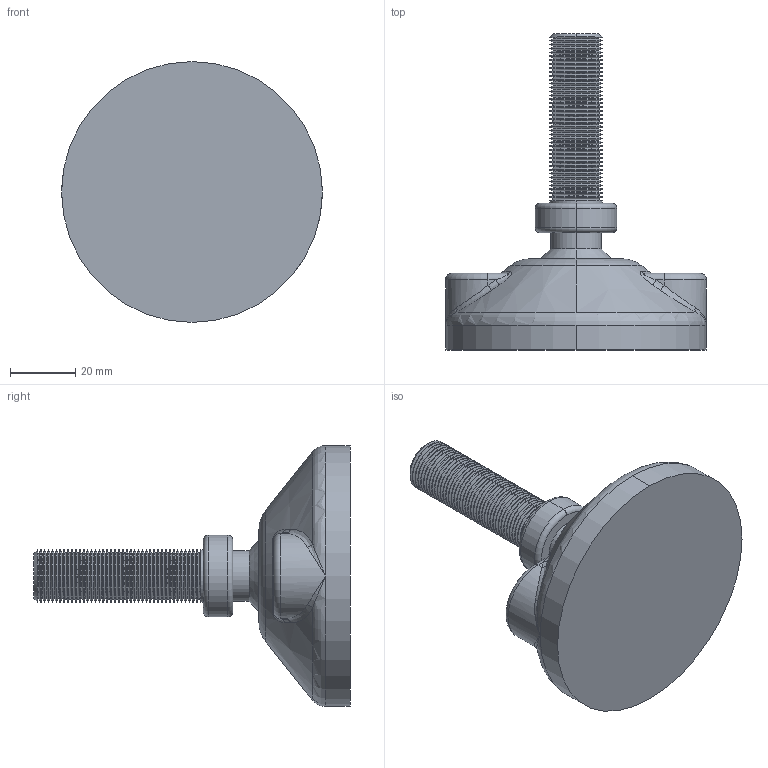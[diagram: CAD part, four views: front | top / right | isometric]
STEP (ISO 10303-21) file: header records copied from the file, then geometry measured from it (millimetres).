
FILE_DESCRIPTION (( 'STEP AP203' ), '1' );
FILE_NAME ('084.402.004.STEP', '2013-01-28T08:59:51', ( 'Alusic' ), ( 'Alusic' ), 'SwSTEP 2.0', 'SolidWorks 2011', '' );
FILE_SCHEMA (( 'CONFIG_CONTROL_DESIGN' ));
Length unit declared in the file: millimetre
Products named in the file (1): 084.402.004
Bounding box: 80 x 97 x 80 mm (x, y, z)
Volume: 118992.8 mm3; surface area: 22606.2 mm2
Topology: 2 solids, 2 shells, 311 faces, 631 edges, 322 vertices
Faces by surface type: cone 174, cylinder 96, bspline 16, torus 13, plane 12
Entity records: 8751 total; most frequent: CARTESIAN_POINT 2209, DIRECTION 1506, ORIENTED_EDGE 1254, EDGE_CURVE 627, AXIS2_PLACEMENT_3D 615, VERTEX_POINT 322, CIRCLE 319, EDGE_LOOP 313
